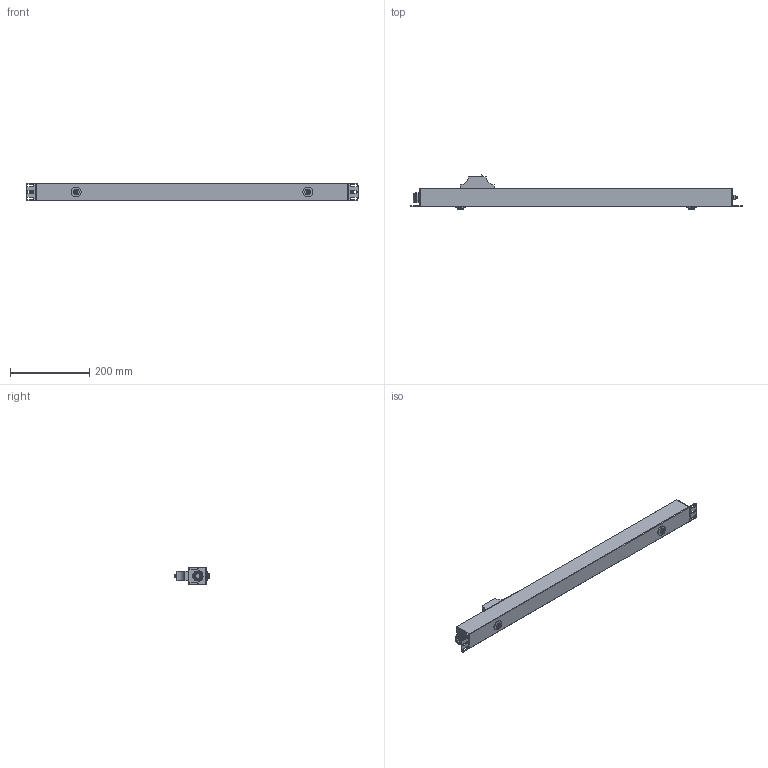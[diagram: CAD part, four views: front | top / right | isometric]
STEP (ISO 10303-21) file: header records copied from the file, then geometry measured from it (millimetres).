
FILE_DESCRIPTION((''),'2;1');
FILE_NAME('14-BS-PV12-13D-11_ASM','2023-01-29T',('ROG TT'),(''),'PRO/ENGINEER BY PARAMETRIC TECHNOLOGY CORPORATION, 2001280','PRO/ENGINEER BY PARAMETRIC TECHNOLOGY CORPORATION, 2001280','');
FILE_SCHEMA(('CONFIG_CONTROL_DESIGN'));
Length unit declared in the file: millimetre
Products named in the file (7): 14-BS-PV12-13D-11; PG11_1U_GUAER; M6_LUOMAO; GER_E; PG11_SUOTOU1; GUOER_HULU; 14-BS-PV12-13D-11_ASM
Assembly tree (21 placements, depth 2):
  14-BS-PV12-13D-11_ASM
    14-BS-PV12-13D-11
    PG11_1U_GUAER  x2
    M6_LUOMAO  x2
    GER_E  x13
    PG11_SUOTOU1
    GUOER_HULU  x2
Bounding box: 837 x 86.3 x 44.8 mm (x, y, z)
Volume: 1330011.2 mm3; surface area: 228982.3 mm2
Topology: 21 solids, 21 shells, 1485 faces, 3796 edges, 2412 vertices
Faces by surface type: plane 740, cylinder 440, bspline 179, cone 70, torus 56
Entity records: 31578 total; most frequent: CARTESIAN_POINT 10368, ORIENTED_EDGE 4468, DIRECTION 4250, EDGE_CURVE 2234, VERTEX_POINT 1470, VECTOR 1452, LINE 1452, AXIS2_PLACEMENT_3D 1399
